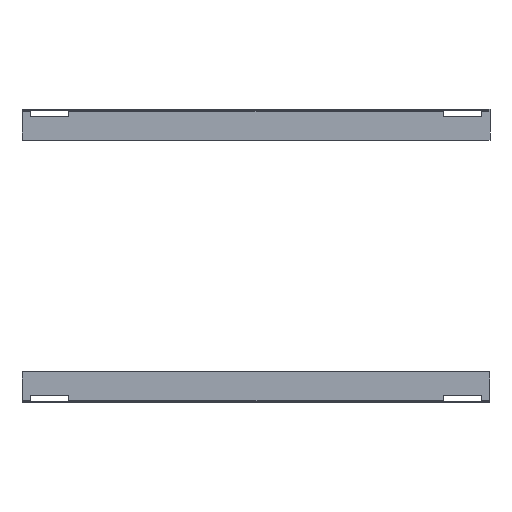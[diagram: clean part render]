
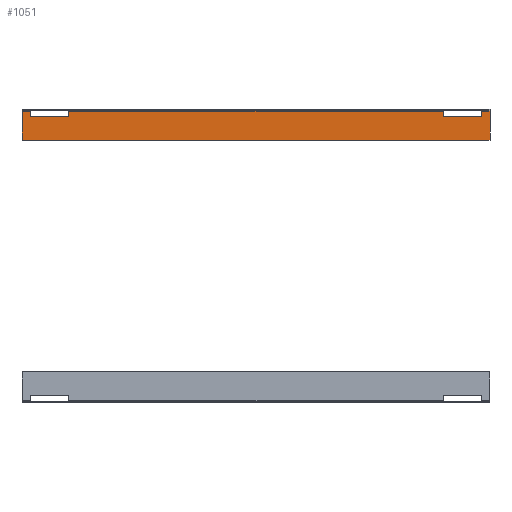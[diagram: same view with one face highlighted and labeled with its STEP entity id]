
A CAD part, top view. The second image highlights one B-rep face of the part: STEP entity #1051.
In plain terms, the highlighted planar face has unit normal (0, 0, 1).
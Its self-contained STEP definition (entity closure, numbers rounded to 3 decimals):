
#60 = VECTOR ( 'NONE', #2321, 1000. ) ;
#87 = DIRECTION ( 'NONE',  ( 0., 1., 0. ) ) ;
#90 = DIRECTION ( 'NONE',  ( 1., 0., 0. ) ) ;
#101 = ORIENTED_EDGE ( 'NONE', *, *, #2225, .F. ) ;
#105 = VECTOR ( 'NONE', #1457, 1000. ) ;
#131 = EDGE_CURVE ( 'NONE', #801, #838, #1588, .T. ) ;
#156 = VERTEX_POINT ( 'NONE', #895 ) ;
#187 = VERTEX_POINT ( 'NONE', #1823 ) ;
#227 = VERTEX_POINT ( 'NONE', #1630 ) ;
#232 = CARTESIAN_POINT ( 'NONE',  ( 0., -12., 0. ) ) ;
#297 = CARTESIAN_POINT ( 'NONE',  ( 0., -50., 0. ) ) ;
#298 = VECTOR ( 'NONE', #2587, 1000. ) ;
#307 = EDGE_CURVE ( 'NONE', #2140, #705, #539, .T. ) ;
#334 = EDGE_CURVE ( 'NONE', #531, #1951, #2405, .T. ) ;
#345 = ORIENTED_EDGE ( 'NONE', *, *, #1033, .F. ) ;
#350 = CARTESIAN_POINT ( 'NONE',  ( 75.75, -12., 0. ) ) ;
#390 = VECTOR ( 'NONE', #2316, 1000. ) ;
#470 = EDGE_CURVE ( 'NONE', #801, #2140, #2250, .T. ) ;
#478 = CARTESIAN_POINT ( 'NONE',  ( 75.75, 0., 0. ) ) ;
#517 = CARTESIAN_POINT ( 'NONE',  ( 746.25, 0., 0. ) ) ;
#531 = VERTEX_POINT ( 'NONE', #1785 ) ;
#539 = LINE ( 'NONE', #297, #961 ) ;
#547 = DIRECTION ( 'NONE',  ( 0., 0., 1. ) ) ;
#705 = VERTEX_POINT ( 'NONE', #2412 ) ;
#731 = DIRECTION ( 'NONE',  ( 0., 1., 0. ) ) ;
#751 = CARTESIAN_POINT ( 'NONE',  ( 0., -3., 0. ) ) ;
#768 = CARTESIAN_POINT ( 'NONE',  ( 75.75, -3., 0. ) ) ;
#772 = DIRECTION ( 'NONE',  ( 1., 0., 0. ) ) ;
#786 = VERTEX_POINT ( 'NONE', #350 ) ;
#801 = VERTEX_POINT ( 'NONE', #1523 ) ;
#830 = VECTOR ( 'NONE', #1148, 1000. ) ;
#838 = VERTEX_POINT ( 'NONE', #2224 ) ;
#846 = CARTESIAN_POINT ( 'NONE',  ( 0., 0., 0. ) ) ;
#878 = VECTOR ( 'NONE', #1949, 1000. ) ;
#895 = CARTESIAN_POINT ( 'NONE',  ( 13.75, -12., 0. ) ) ;
#961 = VECTOR ( 'NONE', #772, 1000. ) ;
#975 = LINE ( 'NONE', #751, #105 ) ;
#977 = EDGE_CURVE ( 'NONE', #838, #156, #1828, .T. ) ;
#983 = DIRECTION ( 'NONE',  ( 1., 0., 0. ) ) ;
#987 = CARTESIAN_POINT ( 'NONE',  ( 760., 0., 0. ) ) ;
#990 = CARTESIAN_POINT ( 'NONE',  ( 0., 0., 0. ) ) ;
#1011 = VECTOR ( 'NONE', #2713, 1000. ) ;
#1023 = VECTOR ( 'NONE', #983, 1000. ) ;
#1033 = EDGE_CURVE ( 'NONE', #786, #1964, #2559, .T. ) ;
#1036 = PLANE ( 'NONE',  #2631 ) ;
#1051 = ADVANCED_FACE ( 'NONE', ( #1248 ), #1036, .T. ) ;
#1054 = EDGE_CURVE ( 'NONE', #156, #786, #2859, .T. ) ;
#1102 = VERTEX_POINT ( 'NONE', #2646 ) ;
#1147 = EDGE_CURVE ( 'NONE', #1964, #187, #975, .T. ) ;
#1148 = DIRECTION ( 'NONE',  ( 1., 0., 0. ) ) ;
#1159 = VECTOR ( 'NONE', #731, 1000. ) ;
#1195 = LINE ( 'NONE', #2157, #1023 ) ;
#1198 = ORIENTED_EDGE ( 'NONE', *, *, #1147, .F. ) ;
#1216 = LINE ( 'NONE', #987, #1800 ) ;
#1248 = FACE_OUTER_BOUND ( 'NONE', #2890, .T. ) ;
#1315 = ORIENTED_EDGE ( 'NONE', *, *, #2549, .T. ) ;
#1364 = CARTESIAN_POINT ( 'NONE',  ( 0., -3., 0. ) ) ;
#1393 = CARTESIAN_POINT ( 'NONE',  ( 13.75, 0., 0. ) ) ;
#1457 = DIRECTION ( 'NONE',  ( 1., 0., 0. ) ) ;
#1523 = CARTESIAN_POINT ( 'NONE',  ( 0., -3., 0. ) ) ;
#1588 = LINE ( 'NONE', #1364, #390 ) ;
#1630 = CARTESIAN_POINT ( 'NONE',  ( 760., -3., 0. ) ) ;
#1657 = ORIENTED_EDGE ( 'NONE', *, *, #334, .F. ) ;
#1785 = CARTESIAN_POINT ( 'NONE',  ( 746.25, -12., 0. ) ) ;
#1800 = VECTOR ( 'NONE', #87, 1000. ) ;
#1823 = CARTESIAN_POINT ( 'NONE',  ( 684.25, -3., 0. ) ) ;
#1828 = LINE ( 'NONE', #1393, #298 ) ;
#1873 = EDGE_CURVE ( 'NONE', #1951, #227, #1195, .T. ) ;
#1925 = CARTESIAN_POINT ( 'NONE',  ( 746.25, -3., 0. ) ) ;
#1942 = VECTOR ( 'NONE', #2605, 1000. ) ;
#1949 = DIRECTION ( 'NONE',  ( 0., -1., 0. ) ) ;
#1951 = VERTEX_POINT ( 'NONE', #1925 ) ;
#1964 = VERTEX_POINT ( 'NONE', #768 ) ;
#1986 = ORIENTED_EDGE ( 'NONE', *, *, #2647, .F. ) ;
#2140 = VERTEX_POINT ( 'NONE', #2526 ) ;
#2157 = CARTESIAN_POINT ( 'NONE',  ( 0., -3., 0. ) ) ;
#2175 = CARTESIAN_POINT ( 'NONE',  ( 0., -12., 0. ) ) ;
#2224 = CARTESIAN_POINT ( 'NONE',  ( 13.75, -3., 0. ) ) ;
#2225 = EDGE_CURVE ( 'NONE', #1102, #531, #2310, .T. ) ;
#2250 = LINE ( 'NONE', #846, #1011 ) ;
#2276 = LINE ( 'NONE', #2688, #878 ) ;
#2310 = LINE ( 'NONE', #232, #830 ) ;
#2316 = DIRECTION ( 'NONE',  ( 1., 0., 0. ) ) ;
#2321 = DIRECTION ( 'NONE',  ( 0., 1., 0. ) ) ;
#2405 = LINE ( 'NONE', #517, #1159 ) ;
#2412 = CARTESIAN_POINT ( 'NONE',  ( 760., -50., 0. ) ) ;
#2419 = ORIENTED_EDGE ( 'NONE', *, *, #470, .T. ) ;
#2514 = ORIENTED_EDGE ( 'NONE', *, *, #1054, .F. ) ;
#2526 = CARTESIAN_POINT ( 'NONE',  ( 0., -50., 0. ) ) ;
#2549 = EDGE_CURVE ( 'NONE', #705, #227, #1216, .T. ) ;
#2559 = LINE ( 'NONE', #478, #60 ) ;
#2587 = DIRECTION ( 'NONE',  ( 0., -1., 0. ) ) ;
#2605 = DIRECTION ( 'NONE',  ( 1., 0., 0. ) ) ;
#2606 = ORIENTED_EDGE ( 'NONE', *, *, #977, .F. ) ;
#2631 = AXIS2_PLACEMENT_3D ( 'NONE', #990, #547, #90 ) ;
#2645 = ORIENTED_EDGE ( 'NONE', *, *, #307, .T. ) ;
#2646 = CARTESIAN_POINT ( 'NONE',  ( 684.25, -12., 0. ) ) ;
#2647 = EDGE_CURVE ( 'NONE', #187, #1102, #2276, .T. ) ;
#2688 = CARTESIAN_POINT ( 'NONE',  ( 684.25, 0., 0. ) ) ;
#2713 = DIRECTION ( 'NONE',  ( 0., -1., 0. ) ) ;
#2857 = ORIENTED_EDGE ( 'NONE', *, *, #131, .F. ) ;
#2859 = LINE ( 'NONE', #2175, #1942 ) ;
#2890 = EDGE_LOOP ( 'NONE', ( #1657, #101, #1986, #1198, #345, #2514, #2606, #2857, #2419, #2645, #1315, #3009 ) ) ;
#3009 = ORIENTED_EDGE ( 'NONE', *, *, #1873, .F. ) ;
